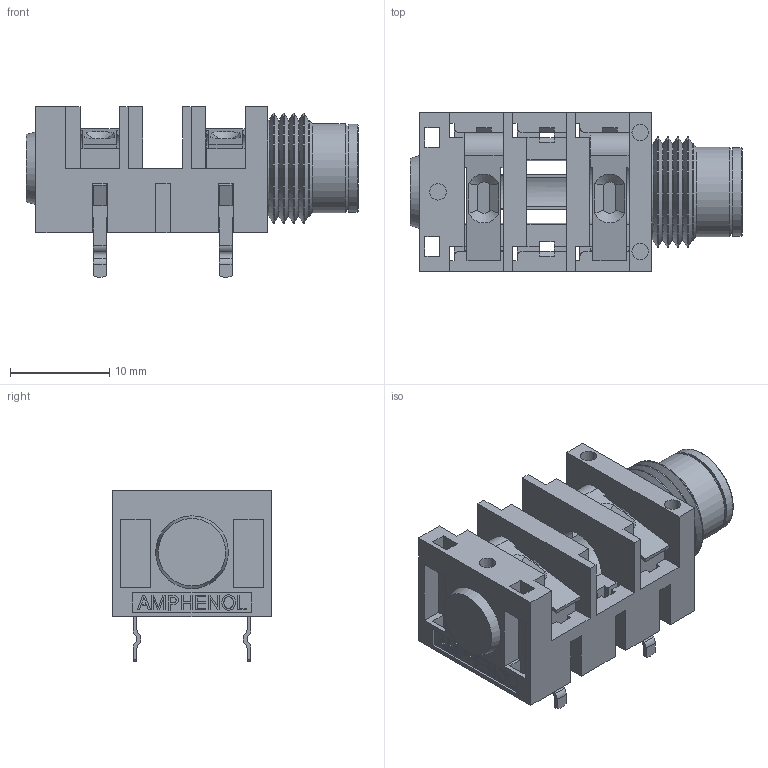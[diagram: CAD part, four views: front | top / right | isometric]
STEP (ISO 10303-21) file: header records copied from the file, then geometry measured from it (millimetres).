
FILE_DESCRIPTION(/* description */ ('STEP AP214'),/* implementation_level */ '2;1');
FILE_NAME(/* name */ '61492b5289337524889c4078',/* time_stamp */ '2021-09-21T00:46:11+00:00',/* author */ (''),/* organization */ (''),/* preprocessor_version */ 'ST-DEVELOPER v18.1',/* originating_system */ ' ',/* authorisation */ ' ');
FILE_SCHEMA (('AUTOMOTIVE_DESIGN {1 0 10303 214 3 1 1}'));
Length unit declared in the file: metre
Products named in the file (7): ACJS-HHDR; PART1; ACJS-HHDR MODEL; ~PART1
Assembly tree (5 placements, depth 2):
  ACJS-HHDR
    PART1
    ACJS-HHDR MODEL
    ACJS-HHDR MODEL
    ACJS-HHDR MODEL
    ACJS-HHDR MODEL
  ~PART1
Bounding box: 33.5 x 16 x 17.2 mm (x, y, z)
Volume: 2730.6 mm3; surface area: 4691.8 mm2
Topology: 6 solids, 6 shells, 472 faces, 1338 edges, 880 vertices
Faces by surface type: plane 375, cylinder 73, cone 21, bspline 2, torus 1
Full cylindrical faces by diameter (mm): 1.65 x6, 6.5 x2, 7.1 x2, 7.7 x4, 8.9 x1, 9 x1, 9.7 x5, 11.1 x4
Entity records: 15141 total; most frequent: CARTESIAN_POINT 2731, ORIENTED_EDGE 2566, DIRECTION 2411, EDGE_CURVE 1283, LINE 1069, VECTOR 1069, VERTEX_POINT 869, AXIS2_PLACEMENT_3D 671
